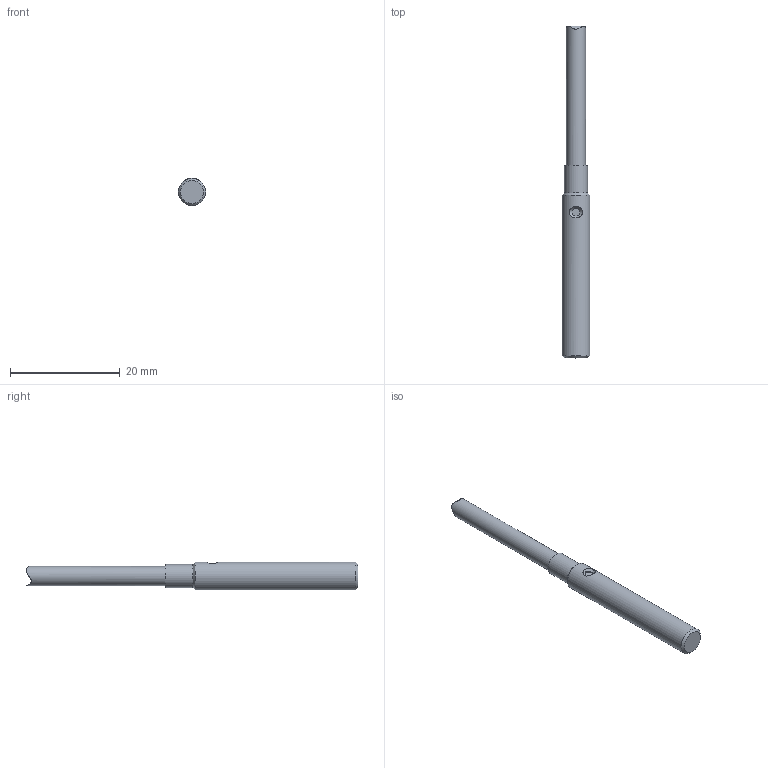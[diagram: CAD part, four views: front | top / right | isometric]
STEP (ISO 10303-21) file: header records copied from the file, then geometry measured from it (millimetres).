
FILE_DESCRIPTION (( 'STEP AP214' ), '1' );
FILE_NAME ('C5D-AN-1A.STEP', '2018-04-19T18:27:28', ( '' ), ( '' ), 'SwSTEP 2.0', 'SolidWorks 2017', '' );
FILE_SCHEMA (( 'AUTOMOTIVE_DESIGN' ));
Length unit declared in the file: inch
Products named in the file (1): C5D-AN-1A
Bounding box: 5 x 60.36 x 5 mm (x, y, z)
Volume: 893.9 mm3; surface area: 846.1 mm2
Topology: 1 solids, 1 shells, 12 faces, 22 edges, 14 vertices
Faces by surface type: cylinder 4, plane 4, cone 2, bspline 2
Full cylindrical faces by diameter (mm): 1.499 x1, 3.5 x1, 4.201 x1, 5.001 x1
Entity records: 1147 total; most frequent: CARTESIAN_POINT 923, DIRECTION 38, ORIENTED_EDGE 22, EDGE_LOOP 22, AXIS2_PLACEMENT_3D 19, FACE_OUTER_BOUND 17, ADVANCED_FACE 12, VERTEX_POINT 11
